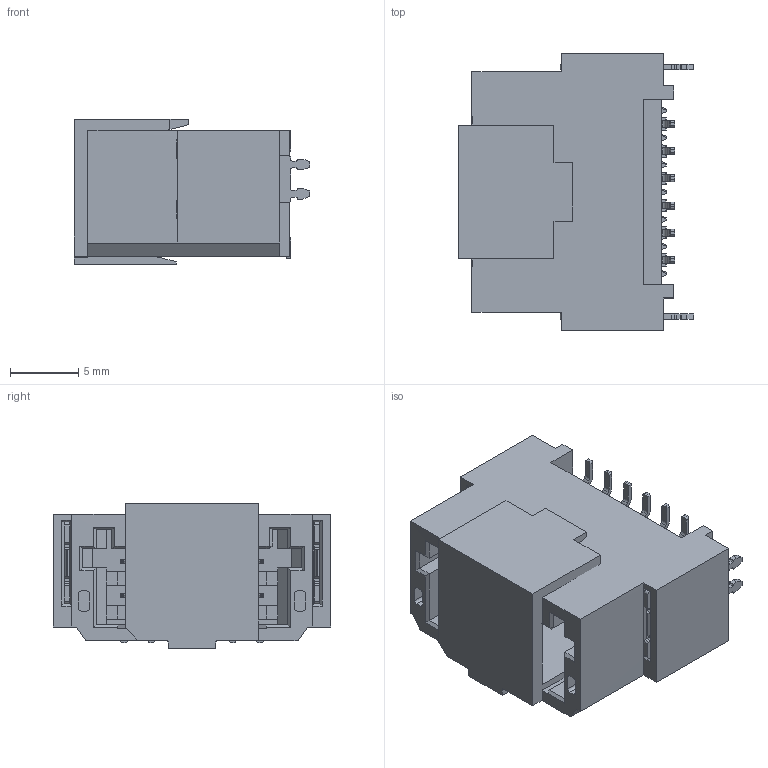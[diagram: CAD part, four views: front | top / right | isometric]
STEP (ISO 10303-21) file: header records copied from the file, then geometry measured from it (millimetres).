
FILE_DESCRIPTION( ('This file contains a STEP AP42 implementation' ,'as created by ZW3D STEP Interface translator.') ,'2;1' );
FILE_NAME( '72025-2MM012FBSNBR1.step' ,'23 819. 85512', (''), ('ZWCAD Software Co.'), 'Version 1.0', 'ZW3D to STEP translator', '' );
FILE_SCHEMA(('AUTOMOTIVE_DESIGN { 1 0 10303 214 1 1 1 1 }'));
Length unit declared in the file: millimetre
Products named in the file (2): 0; 72025-2MM008FBSNBR1
Bounding box: 17.3 x 20.4 x 10.7 mm (x, y, z)
Volume: 1448.3 mm3; surface area: 3213.9 mm2
Topology: 2 solids, 2 shells, 1332 faces, 3821 edges, 2518 vertices
Faces by surface type: plane 973, cylinder 331, bspline 26, cone 2
Full cylindrical faces by diameter (mm): 1.3 x2
Entity records: 45162 total; most frequent: CARTESIAN_POINT 8648, ORIENTED_EDGE 7644, DIRECTION 6908, EDGE_CURVE 3821, VECTOR 3098, LINE 3098, VERTEX_POINT 2518, AXIS2_PLACEMENT_3D 1905
